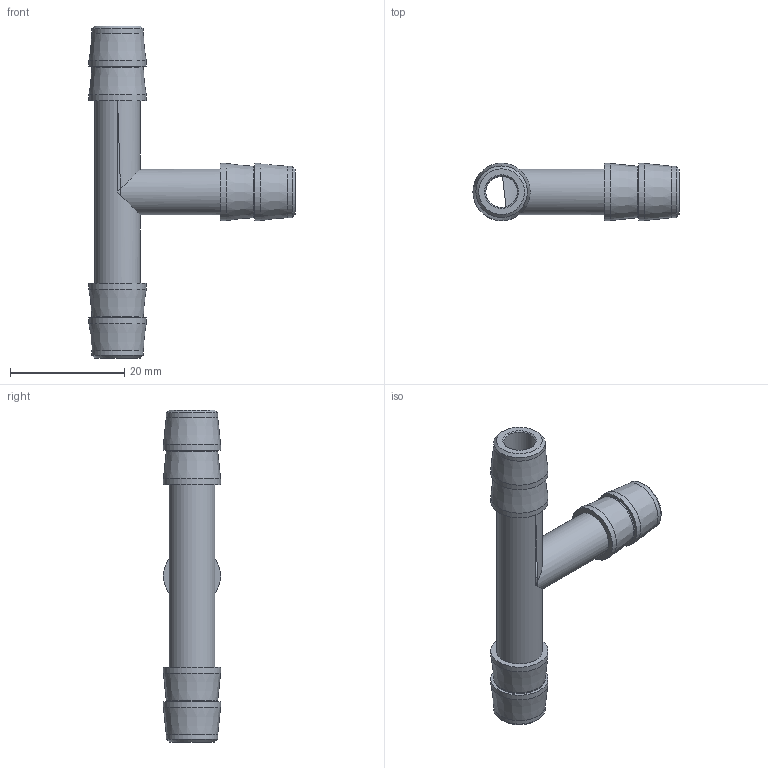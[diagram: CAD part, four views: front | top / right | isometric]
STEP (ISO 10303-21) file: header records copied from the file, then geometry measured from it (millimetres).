
FILE_DESCRIPTION((''),'2;1');
FILE_NAME('6286411911.stp','2015-09-25T10:21:13',('Ji��'),(''),'Autodesk Inventor 2012','Autodesk Inventor 2012','');
FILE_SCHEMA(('AUTOMOTIVE_DESIGN { 1 0 10303 214 1 1 1 1 }'));
Length unit declared in the file: millimetre
Products named in the file (1): 6286411911
Bounding box: 36 x 10 x 58 mm (x, y, z)
Volume: 3053.5 mm3; surface area: 3994.8 mm2
Topology: 1 solids, 1 shells, 37 faces, 80 edges, 50 vertices
Faces by surface type: cylinder 16, cone 12, plane 9
Full cylindrical faces by diameter (mm): 5.5 x2, 8 x2, 9 x6, 10 x6
Entity records: 808 total; most frequent: DIRECTION 156, CARTESIAN_POINT 118, ORIENTED_EDGE 80, AXIS2_PLACEMENT_3D 78, EDGE_LOOP 76, VERTEX_POINT 40, EDGE_CURVE 40, FACE_BOUND 39
